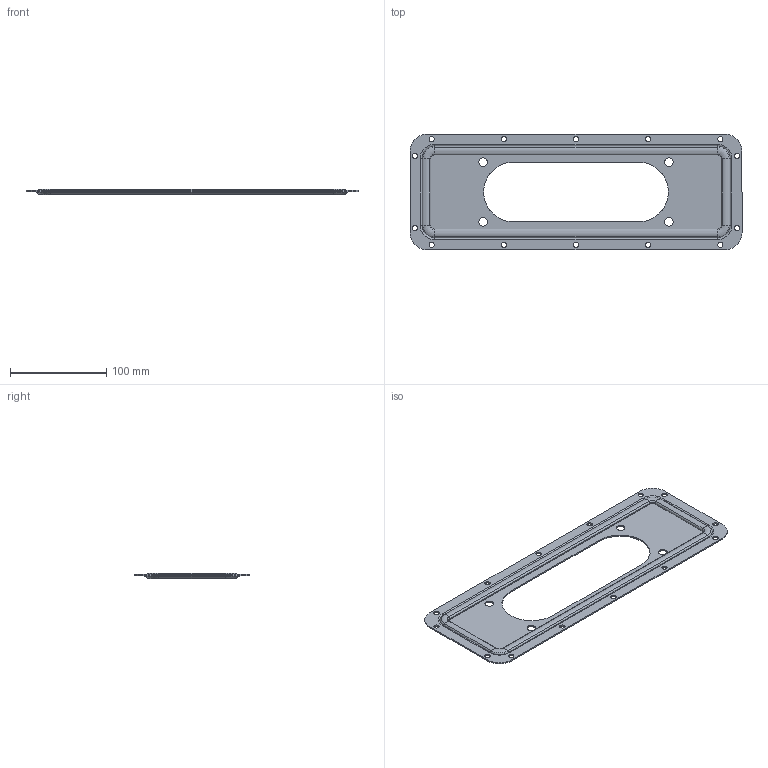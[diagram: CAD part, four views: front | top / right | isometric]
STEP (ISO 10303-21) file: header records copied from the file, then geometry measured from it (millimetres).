
FILE_DESCRIPTION (( 'STEP AP214' ), '1' );
FILE_NAME ('TI-00D-FL-345-120_TITAN Ôëàíåö êàáåëüíûé 345õ120 ñ îòâåðñòèåì IEK.STEP', '2023-09-18T09:54:46', ( '' ), ( '' ), 'SwSTEP 2.0', 'SolidWorks 2022', '' );
FILE_SCHEMA (( 'AUTOMOTIVE_DESIGN' ));
Length unit declared in the file: millimetre
Products named in the file (3): RAKU-PUR 32-3250 для крышки_350х125; TI-00D-FL-345-120_TITAN Фланец кабельный 345х120 с отверстием IEK; 139.04.01 Крышка_350х125 с прорезью
Assembly tree (2 placements, depth 2):
  TI-00D-FL-345-120_TITAN Фланец кабельный 345х120 с отверстием IEK
    139.04.01 Крышка_350х125 с прорезью
    RAKU-PUR 32-3250 для крышки_350х125
Bounding box: 345 x 120 x 5.87 mm (x, y, z)
Volume: 69441.3 mm3; surface area: 80861.3 mm2
Topology: 2 solids, 2 shells, 142 faces, 359 edges, 222 vertices
Faces by surface type: cylinder 83, torus 32, plane 19, cone 8
Entity records: 4519 total; most frequent: DIRECTION 875, CARTESIAN_POINT 728, ORIENTED_EDGE 718, AXIS2_PLACEMENT_3D 369, EDGE_CURVE 359, CIRCLE 222, VERTEX_POINT 222, EDGE_LOOP 183
